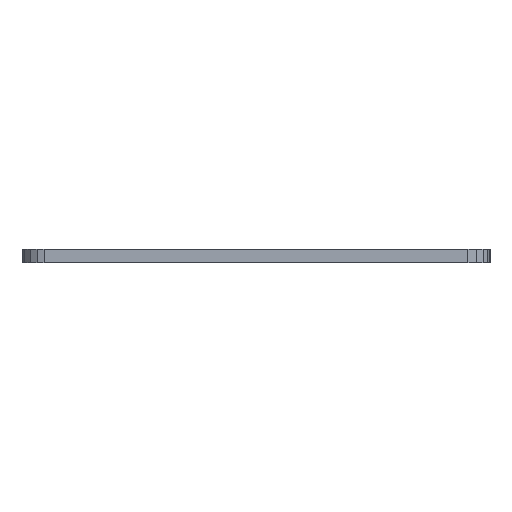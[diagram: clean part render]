
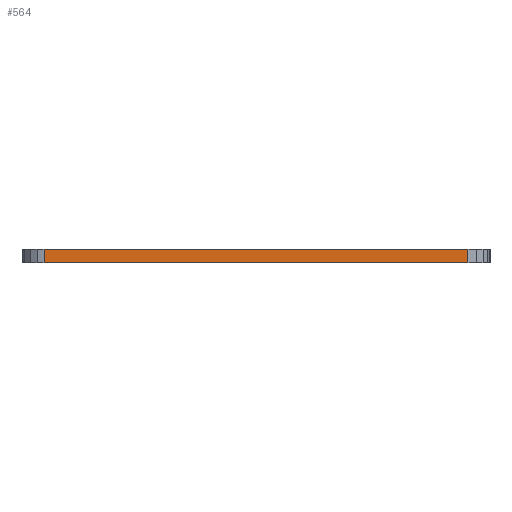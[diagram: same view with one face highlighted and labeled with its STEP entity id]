
A CAD part, left-side view. The second image highlights one B-rep face of the part: STEP entity #564.
In plain terms, the highlighted planar face has unit normal (-1, 0, 0).
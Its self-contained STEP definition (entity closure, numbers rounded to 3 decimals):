
#539 = VERTEX_POINT('',#540);
#540 = CARTESIAN_POINT('',(-114.935,-25.717,
    -1.59));
#546 = EDGE_CURVE('',#547,#539,#549,.T.);
#547 = VERTEX_POINT('',#548);
#548 = CARTESIAN_POINT('',(-114.935,-25.717,0.));
#549 = LINE('',#550,#551);
#550 = CARTESIAN_POINT('',(-114.935,-25.717,0.));
#551 = VECTOR('',#552,1.);
#552 = DIRECTION('',(0.,0.,-1.));
#564 = ADVANCED_FACE('',(#565),#590,.F.);
#565 = FACE_BOUND('',#566,.F.);
#566 = EDGE_LOOP('',(#567,#568,#576,#584));
#567 = ORIENTED_EDGE('',*,*,#546,.T.);
#568 = ORIENTED_EDGE('',*,*,#569,.T.);
#569 = EDGE_CURVE('',#539,#570,#572,.T.);
#570 = VERTEX_POINT('',#571);
#571 = CARTESIAN_POINT('',(-114.935,23.178,-1.59));
#572 = LINE('',#573,#574);
#573 = CARTESIAN_POINT('',(-114.935,-25.717,
    -1.59));
#574 = VECTOR('',#575,1.);
#575 = DIRECTION('',(0.,1.,0.));
#576 = ORIENTED_EDGE('',*,*,#577,.F.);
#577 = EDGE_CURVE('',#578,#570,#580,.T.);
#578 = VERTEX_POINT('',#579);
#579 = CARTESIAN_POINT('',(-114.935,23.178,0.));
#580 = LINE('',#581,#582);
#581 = CARTESIAN_POINT('',(-114.935,23.178,0.));
#582 = VECTOR('',#583,1.);
#583 = DIRECTION('',(0.,0.,-1.));
#584 = ORIENTED_EDGE('',*,*,#585,.F.);
#585 = EDGE_CURVE('',#547,#578,#586,.T.);
#586 = LINE('',#587,#588);
#587 = CARTESIAN_POINT('',(-114.935,-25.717,0.));
#588 = VECTOR('',#589,1.);
#589 = DIRECTION('',(0.,1.,0.));
#590 = PLANE('',#591);
#591 = AXIS2_PLACEMENT_3D('',#592,#593,#594);
#592 = CARTESIAN_POINT('',(-114.935,-25.717,0.));
#593 = DIRECTION('',(1.,0.,0.));
#594 = DIRECTION('',(0.,1.,0.));
